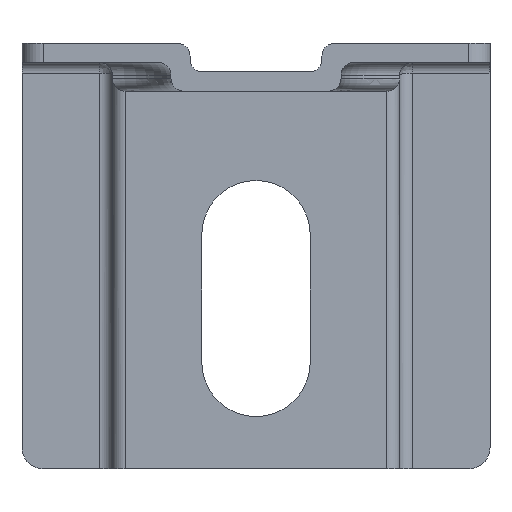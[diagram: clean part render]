
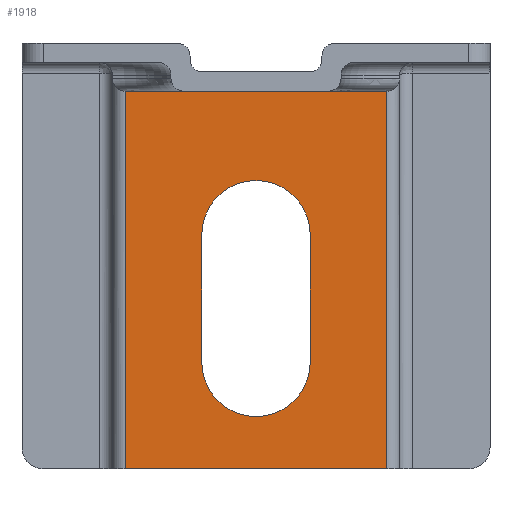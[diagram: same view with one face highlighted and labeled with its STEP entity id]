
A CAD part, front view. The second image highlights one B-rep face of the part: STEP entity #1918.
In plain terms, the highlighted planar face has unit normal (0, -1, 0).
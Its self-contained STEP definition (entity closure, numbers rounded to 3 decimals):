
#1717=CARTESIAN_POINT('',(34.3,-2.7,0.));
#1718=VERTEX_POINT('',#1717);
#1736=CARTESIAN_POINT('',(34.3,-2.7,35.5));
#1737=VERTEX_POINT('',#1736);
#1745=CARTESIAN_POINT('',(34.3,-2.7,35.5));
#1746=DIRECTION('',(0.0,0.0,-1.0));
#1747=VECTOR('',#1746,35.5);
#1748=LINE('',#1745,#1747);
#1749=EDGE_CURVE('',#1737,#1718,#1748,.T.);
#1852=CARTESIAN_POINT('',(22.0,-2.7,19.1));
#1853=DIRECTION('',(0.0,1.0,0.0));
#1854=DIRECTION('',(0.0,0.0,1.0));
#1855=AXIS2_PLACEMENT_3D('',#1852,#1853,#1854);
#1856=PLANE('',#1855);
#1857=ORIENTED_EDGE('',*,*,#1749,.F.);
#1858=CARTESIAN_POINT('',(9.7,-2.7,35.5));
#1859=VERTEX_POINT('',#1858);
#1860=CARTESIAN_POINT('',(34.3,-2.7,35.5));
#1861=DIRECTION('',(-1.0,0.0,0.0));
#1862=VECTOR('',#1861,24.6);
#1863=LINE('',#1860,#1862);
#1864=EDGE_CURVE('',#1737,#1859,#1863,.T.);
#1865=ORIENTED_EDGE('',*,*,#1864,.T.);
#1866=CARTESIAN_POINT('',(9.7,-2.7,0.));
#1867=VERTEX_POINT('',#1866);
#1868=CARTESIAN_POINT('',(9.7,-2.7,0.0));
#1869=DIRECTION('',(0.0,0.0,1.0));
#1870=VECTOR('',#1869,35.5);
#1871=LINE('',#1868,#1870);
#1872=EDGE_CURVE('',#1867,#1859,#1871,.T.);
#1873=ORIENTED_EDGE('',*,*,#1872,.F.);
#1874=CARTESIAN_POINT('',(34.3,-2.7,0.));
#1875=DIRECTION('',(-1.0,0.0,0.0));
#1876=VECTOR('',#1875,24.6);
#1877=LINE('',#1874,#1876);
#1878=EDGE_CURVE('',#1718,#1867,#1877,.T.);
#1879=ORIENTED_EDGE('',*,*,#1878,.F.);
#1880=EDGE_LOOP('',(#1857,#1865,#1873,#1879));
#1881=FACE_OUTER_BOUND('',#1880,.T.);
#1882=CARTESIAN_POINT('',(27.1,-2.7,10.0));
#1883=VERTEX_POINT('',#1882);
#1884=CARTESIAN_POINT('',(16.9,-2.7,10.0));
#1885=VERTEX_POINT('',#1884);
#1886=CARTESIAN_POINT('',(22.0,-2.7,10.0));
#1887=DIRECTION('',(0.0,1.0,0.0));
#1888=DIRECTION('',(1.0,0.0,0.0));
#1889=AXIS2_PLACEMENT_3D('',#1886,#1887,#1888);
#1890=CIRCLE('',#1889,5.1);
#1891=EDGE_CURVE('',#1883,#1885,#1890,.T.);
#1892=ORIENTED_EDGE('',*,*,#1891,.T.);
#1893=CARTESIAN_POINT('',(16.9,-2.7,22.));
#1894=VERTEX_POINT('',#1893);
#1895=CARTESIAN_POINT('',(16.9,-2.7,10.0));
#1896=DIRECTION('',(0.0,0.0,1.0));
#1897=VECTOR('',#1896,12.);
#1898=LINE('',#1895,#1897);
#1899=EDGE_CURVE('',#1885,#1894,#1898,.T.);
#1900=ORIENTED_EDGE('',*,*,#1899,.T.);
#1901=CARTESIAN_POINT('',(27.1,-2.7,22.0));
#1902=VERTEX_POINT('',#1901);
#1903=CARTESIAN_POINT('',(22.0,-2.7,22.0));
#1904=DIRECTION('',(0.0,1.0,0.0));
#1905=DIRECTION('',(1.0,0.0,0.0));
#1906=AXIS2_PLACEMENT_3D('',#1903,#1904,#1905);
#1907=CIRCLE('',#1906,5.1);
#1908=EDGE_CURVE('',#1894,#1902,#1907,.T.);
#1909=ORIENTED_EDGE('',*,*,#1908,.T.);
#1910=CARTESIAN_POINT('',(27.1,-2.7,22.0));
#1911=DIRECTION('',(0.0,0.0,-1.0));
#1912=VECTOR('',#1911,12.0);
#1913=LINE('',#1910,#1912);
#1914=EDGE_CURVE('',#1902,#1883,#1913,.T.);
#1915=ORIENTED_EDGE('',*,*,#1914,.T.);
#1916=EDGE_LOOP('',(#1892,#1900,#1909,#1915));
#1917=FACE_BOUND('',#1916,.T.);
#1918=ADVANCED_FACE('',(#1881,#1917),#1856,.F.);
